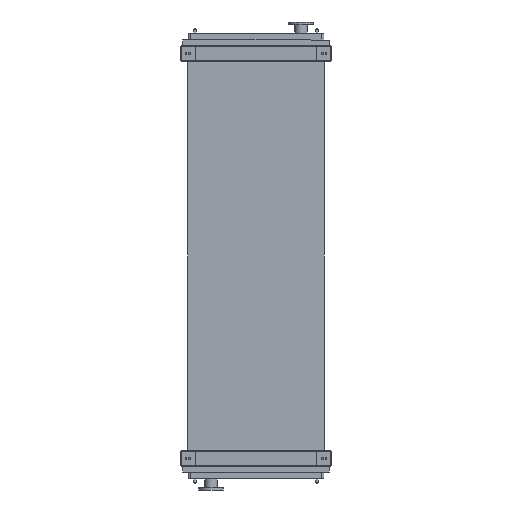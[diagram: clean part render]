
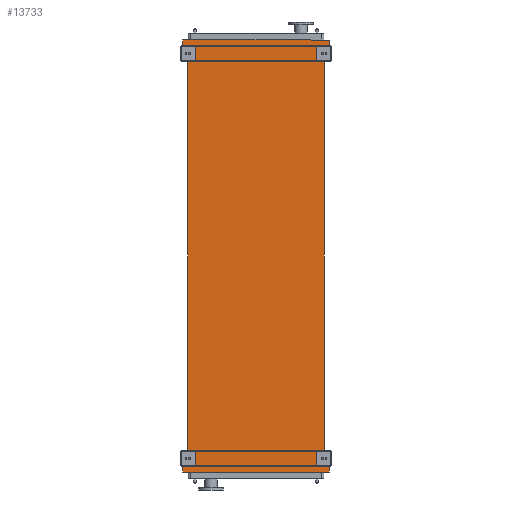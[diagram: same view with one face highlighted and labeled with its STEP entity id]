
A CAD part, front view. The second image highlights one B-rep face of the part: STEP entity #13733.
In plain terms, the highlighted planar face has unit normal (0, -1, 0).
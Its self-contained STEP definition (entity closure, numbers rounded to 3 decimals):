
#60 = PLANE ( 'NONE',  #18320 ) ;
#480 = EDGE_CURVE ( 'NONE', #1867, #9573, #24245, .T. ) ;
#496 = CARTESIAN_POINT ( 'NONE',  ( -605., 0., 0. ) ) ;
#836 = CARTESIAN_POINT ( 'NONE',  ( 651., 0., -3703. ) ) ;
#923 = EDGE_CURVE ( 'NONE', #19201, #16527, #17129, .T. ) ;
#1867 = VERTEX_POINT ( 'NONE', #20343 ) ;
#2444 = CARTESIAN_POINT ( 'NONE',  ( -651., 0., 95. ) ) ;
#2799 = CARTESIAN_POINT ( 'NONE',  ( 651., 0., -3703. ) ) ;
#2841 = EDGE_CURVE ( 'NONE', #23088, #3568, #8023, .T. ) ;
#2848 = DIRECTION ( 'NONE',  ( 0., 0., 1. ) ) ;
#2883 = DIRECTION ( 'NONE',  ( 0., 0., -1. ) ) ;
#2943 = EDGE_CURVE ( 'NONE', #7511, #19008, #11302, .T. ) ;
#3284 = LINE ( 'NONE', #16283, #22454 ) ;
#3568 = VERTEX_POINT ( 'NONE', #23564 ) ;
#3923 = CARTESIAN_POINT ( 'NONE',  ( -605., 0., -3650. ) ) ;
#4396 = EDGE_CURVE ( 'NONE', #3568, #16733, #12422, .T. ) ;
#4648 = LINE ( 'NONE', #5131, #19329 ) ;
#4693 = CARTESIAN_POINT ( 'NONE',  ( -651., 0., -3703. ) ) ;
#4717 = EDGE_CURVE ( 'NONE', #7511, #19554, #15463, .T. ) ;
#5131 = CARTESIAN_POINT ( 'NONE',  ( -651., 0., 95. ) ) ;
#5462 = VERTEX_POINT ( 'NONE', #8537 ) ;
#5519 = CARTESIAN_POINT ( 'NONE',  ( 651., 0., 53. ) ) ;
#5639 = ORIENTED_EDGE ( 'NONE', *, *, #6126, .F. ) ;
#5651 = VECTOR ( 'NONE', #21357, 1000. ) ;
#6126 = EDGE_CURVE ( 'NONE', #10807, #19201, #4648, .T. ) ;
#6886 = VECTOR ( 'NONE', #7414, 1000. ) ;
#6901 = VECTOR ( 'NONE', #2883, 1000. ) ;
#6932 = ORIENTED_EDGE ( 'NONE', *, *, #2943, .F. ) ;
#7154 = ORIENTED_EDGE ( 'NONE', *, *, #13138, .F. ) ;
#7414 = DIRECTION ( 'NONE',  ( -0.655, 0., -0.755 ) ) ;
#7511 = VERTEX_POINT ( 'NONE', #19392 ) ;
#7939 = CARTESIAN_POINT ( 'NONE',  ( 605., 0., -3650. ) ) ;
#8023 = LINE ( 'NONE', #13227, #22704 ) ;
#8029 = CARTESIAN_POINT ( 'NONE',  ( -651., 0., -3745. ) ) ;
#8537 = CARTESIAN_POINT ( 'NONE',  ( -651., 0., -3703. ) ) ;
#8738 = CARTESIAN_POINT ( 'NONE',  ( 651., 0., 53. ) ) ;
#8947 = CARTESIAN_POINT ( 'NONE',  ( 651., 0., 95. ) ) ;
#9256 = DIRECTION ( 'NONE',  ( 0., 0., 1. ) ) ;
#9573 = VERTEX_POINT ( 'NONE', #13241 ) ;
#9661 = DIRECTION ( 'NONE',  ( 0., -1., 0. ) ) ;
#9680 = EDGE_LOOP ( 'NONE', ( #15460, #20858, #21391, #5639, #10461, #11896, #11974, #15132, #7154, #21368, #11692, #6932 ) ) ;
#9894 = VECTOR ( 'NONE', #21908, 1000. ) ;
#10105 = DIRECTION ( 'NONE',  ( -0.655, 0., 0.755 ) ) ;
#10167 = FACE_OUTER_BOUND ( 'NONE', #9680, .T. ) ;
#10244 = CARTESIAN_POINT ( 'NONE',  ( -605., 0., -3650. ) ) ;
#10451 = VECTOR ( 'NONE', #16234, 1000. ) ;
#10461 = ORIENTED_EDGE ( 'NONE', *, *, #15766, .F. ) ;
#10776 = CARTESIAN_POINT ( 'NONE',  ( 605., 0., 0. ) ) ;
#10807 = VERTEX_POINT ( 'NONE', #2444 ) ;
#11302 = LINE ( 'NONE', #7939, #5651 ) ;
#11692 = ORIENTED_EDGE ( 'NONE', *, *, #13986, .F. ) ;
#11896 = ORIENTED_EDGE ( 'NONE', *, *, #4396, .F. ) ;
#11974 = ORIENTED_EDGE ( 'NONE', *, *, #2841, .F. ) ;
#11982 = LINE ( 'NONE', #5519, #6886 ) ;
#12422 = LINE ( 'NONE', #496, #22025 ) ;
#12598 = VECTOR ( 'NONE', #15774, 1000. ) ;
#12861 = CARTESIAN_POINT ( 'NONE',  ( 651., 0., -3745. ) ) ;
#12956 = CARTESIAN_POINT ( 'NONE',  ( 605., 0., -3650. ) ) ;
#13108 = CARTESIAN_POINT ( 'NONE',  ( -651., 0., 53. ) ) ;
#13138 = EDGE_CURVE ( 'NONE', #9573, #5462, #17741, .T. ) ;
#13227 = CARTESIAN_POINT ( 'NONE',  ( -605., 0., -3650. ) ) ;
#13241 = CARTESIAN_POINT ( 'NONE',  ( -651., 0., -3745. ) ) ;
#13607 = EDGE_CURVE ( 'NONE', #16527, #19554, #11982, .T. ) ;
#13733 = ADVANCED_FACE ( 'NONE', ( #10167 ), #60, .T. ) ;
#13986 = EDGE_CURVE ( 'NONE', #19008, #1867, #16206, .T. ) ;
#14365 = CARTESIAN_POINT ( 'NONE',  ( 651., 0., 95. ) ) ;
#14829 = DIRECTION ( 'NONE',  ( 1., 0., 0. ) ) ;
#15032 = LINE ( 'NONE', #4693, #9894 ) ;
#15132 = ORIENTED_EDGE ( 'NONE', *, *, #24518, .F. ) ;
#15460 = ORIENTED_EDGE ( 'NONE', *, *, #4717, .T. ) ;
#15463 = LINE ( 'NONE', #12956, #19926 ) ;
#15766 = EDGE_CURVE ( 'NONE', #16733, #10807, #3284, .T. ) ;
#15774 = DIRECTION ( 'NONE',  ( 0., 0., 1. ) ) ;
#16206 = LINE ( 'NONE', #2799, #10451 ) ;
#16234 = DIRECTION ( 'NONE',  ( 0., 0., -1. ) ) ;
#16283 = CARTESIAN_POINT ( 'NONE',  ( -651., 0., 53. ) ) ;
#16527 = VERTEX_POINT ( 'NONE', #8738 ) ;
#16733 = VERTEX_POINT ( 'NONE', #13108 ) ;
#16746 = DIRECTION ( 'NONE',  ( -1., 0., 0. ) ) ;
#17129 = LINE ( 'NONE', #14365, #6901 ) ;
#17741 = LINE ( 'NONE', #8029, #12598 ) ;
#18320 = AXIS2_PLACEMENT_3D ( 'NONE', #3923, #9661, #23080 ) ;
#19008 = VERTEX_POINT ( 'NONE', #836 ) ;
#19186 = VECTOR ( 'NONE', #16746, 1000. ) ;
#19201 = VERTEX_POINT ( 'NONE', #8947 ) ;
#19329 = VECTOR ( 'NONE', #14829, 1000. ) ;
#19392 = CARTESIAN_POINT ( 'NONE',  ( 605., 0., -3650. ) ) ;
#19554 = VERTEX_POINT ( 'NONE', #10776 ) ;
#19926 = VECTOR ( 'NONE', #20671, 1000. ) ;
#20343 = CARTESIAN_POINT ( 'NONE',  ( 651., 0., -3745. ) ) ;
#20671 = DIRECTION ( 'NONE',  ( 0., 0., 1. ) ) ;
#20858 = ORIENTED_EDGE ( 'NONE', *, *, #13607, .F. ) ;
#21357 = DIRECTION ( 'NONE',  ( 0.655, 0., -0.755 ) ) ;
#21368 = ORIENTED_EDGE ( 'NONE', *, *, #480, .F. ) ;
#21391 = ORIENTED_EDGE ( 'NONE', *, *, #923, .F. ) ;
#21908 = DIRECTION ( 'NONE',  ( 0.655, 0., 0.755 ) ) ;
#22025 = VECTOR ( 'NONE', #10105, 1000. ) ;
#22454 = VECTOR ( 'NONE', #2848, 1000. ) ;
#22704 = VECTOR ( 'NONE', #9256, 1000. ) ;
#23080 = DIRECTION ( 'NONE',  ( 0., 0., -1. ) ) ;
#23088 = VERTEX_POINT ( 'NONE', #10244 ) ;
#23564 = CARTESIAN_POINT ( 'NONE',  ( -605., 0., 0. ) ) ;
#24245 = LINE ( 'NONE', #12861, #19186 ) ;
#24518 = EDGE_CURVE ( 'NONE', #5462, #23088, #15032, .T. ) ;
